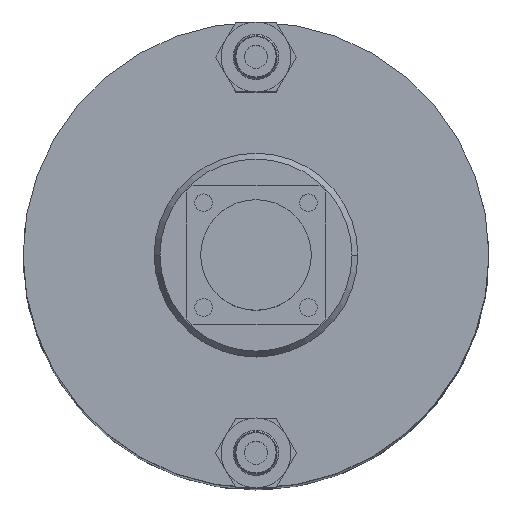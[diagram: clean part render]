
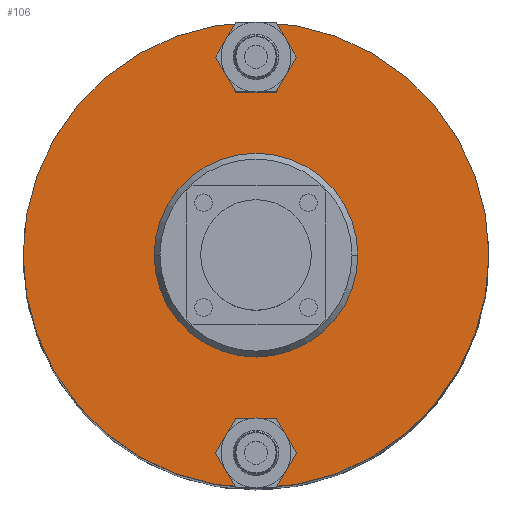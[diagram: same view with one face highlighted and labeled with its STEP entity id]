
A CAD part, top view. The second image highlights one B-rep face of the part: STEP entity #106.
In plain terms, the highlighted face is planar.
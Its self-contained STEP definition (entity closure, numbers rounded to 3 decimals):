
#41 = CARTESIAN_POINT ( 'NONE',  ( 1.5, 0., -17.5 ) ) ;
#51 = VERTEX_POINT ( 'NONE', #233 ) ;
#106 = ADVANCED_FACE ( 'NONE', ( #2310, #3548 ), #911, .T. ) ;
#163 = CIRCLE ( 'NONE', #4094, 17.5 ) ;
#233 = CARTESIAN_POINT ( 'NONE',  ( 1.5, 0., -40. ) ) ;
#328 = DIRECTION ( 'NONE',  ( 1., 0., 0. ) ) ;
#353 = DIRECTION ( 'NONE',  ( 1., 0., 0. ) ) ;
#454 = CARTESIAN_POINT ( 'NONE',  ( 1.5, 0., 0. ) ) ;
#791 = VERTEX_POINT ( 'NONE', #4205 ) ;
#793 = AXIS2_PLACEMENT_3D ( 'NONE', #1478, #3504, #4177 ) ;
#911 = PLANE ( 'NONE',  #1702 ) ;
#1478 = CARTESIAN_POINT ( 'NONE',  ( 1.5, 0., 0. ) ) ;
#1588 = CIRCLE ( 'NONE', #793, 40. ) ;
#1702 = AXIS2_PLACEMENT_3D ( 'NONE', #4304, #2256, #3273 ) ;
#1711 = CARTESIAN_POINT ( 'NONE',  ( 1.5, 0., 0. ) ) ;
#2110 = DIRECTION ( 'NONE',  ( 0., 0., -1. ) ) ;
#2241 = ORIENTED_EDGE ( 'NONE', *, *, #3663, .T. ) ;
#2256 = DIRECTION ( 'NONE',  ( -1., 0., 0. ) ) ;
#2310 = FACE_BOUND ( 'NONE', #3163, .T. ) ;
#2591 = CARTESIAN_POINT ( 'NONE',  ( 1.5, 0., 17.5 ) ) ;
#2653 = VERTEX_POINT ( 'NONE', #41 ) ;
#2976 = CIRCLE ( 'NONE', #3380, 17.5 ) ;
#3138 = DIRECTION ( 'NONE',  ( 1., 0., 0. ) ) ;
#3163 = EDGE_LOOP ( 'NONE', ( #2241, #4189 ) ) ;
#3273 = DIRECTION ( 'NONE',  ( 0., 0., 1. ) ) ;
#3276 = VERTEX_POINT ( 'NONE', #2591 ) ;
#3343 = CARTESIAN_POINT ( 'NONE',  ( 1.5, 0., 0. ) ) ;
#3380 = AXIS2_PLACEMENT_3D ( 'NONE', #3343, #328, #4384 ) ;
#3423 = ORIENTED_EDGE ( 'NONE', *, *, #4067, .F. ) ;
#3425 = EDGE_LOOP ( 'NONE', ( #3423, #4008 ) ) ;
#3504 = DIRECTION ( 'NONE',  ( 1., 0., 0. ) ) ;
#3516 = EDGE_CURVE ( 'NONE', #3276, #2653, #2976, .T. ) ;
#3524 = AXIS2_PLACEMENT_3D ( 'NONE', #1711, #353, #4032 ) ;
#3548 = FACE_OUTER_BOUND ( 'NONE', #3425, .T. ) ;
#3663 = EDGE_CURVE ( 'NONE', #2653, #3276, #163, .T. ) ;
#3712 = CIRCLE ( 'NONE', #3524, 40. ) ;
#4008 = ORIENTED_EDGE ( 'NONE', *, *, #4280, .F. ) ;
#4032 = DIRECTION ( 'NONE',  ( 0., 0., -1. ) ) ;
#4067 = EDGE_CURVE ( 'NONE', #51, #791, #3712, .T. ) ;
#4094 = AXIS2_PLACEMENT_3D ( 'NONE', #454, #3138, #2110 ) ;
#4177 = DIRECTION ( 'NONE',  ( 0., 0., -1. ) ) ;
#4189 = ORIENTED_EDGE ( 'NONE', *, *, #3516, .T. ) ;
#4205 = CARTESIAN_POINT ( 'NONE',  ( 1.5, 0., 40. ) ) ;
#4280 = EDGE_CURVE ( 'NONE', #791, #51, #1588, .T. ) ;
#4304 = CARTESIAN_POINT ( 'NONE',  ( 1.5, 17.5, 0. ) ) ;
#4384 = DIRECTION ( 'NONE',  ( 0., 0., -1. ) ) ;
